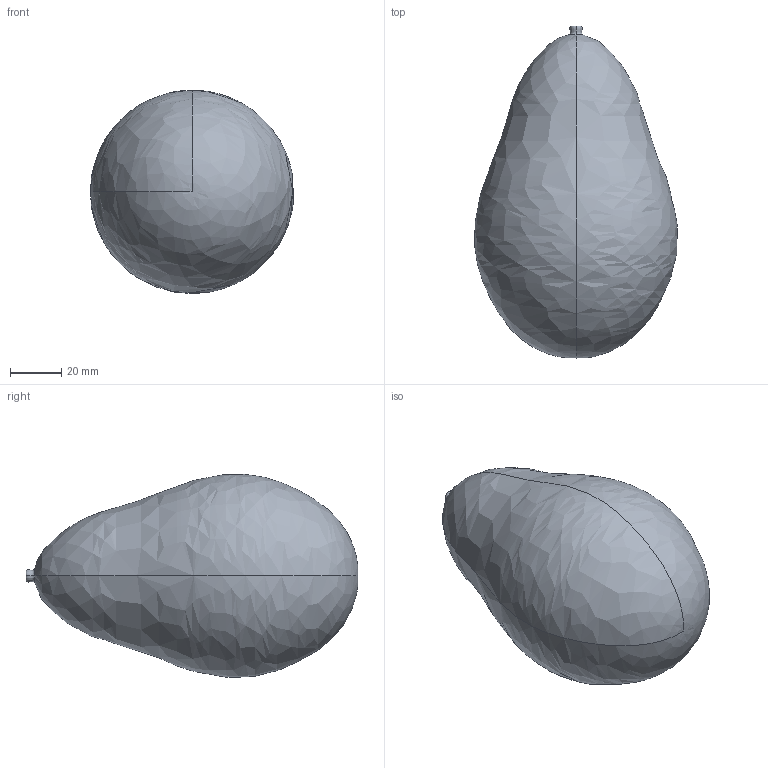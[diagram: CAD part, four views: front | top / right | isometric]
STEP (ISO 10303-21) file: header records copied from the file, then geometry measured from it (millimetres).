
FILE_DESCRIPTION(/* description */ ('Description'),/* implementation_level */ '2;1');
FILE_NAME(/* name */ 'Avocado Medium.STEP',/* time_stamp */ '2022-01-23T19:09:02-05:00',/* author */ ('luis-'),/* organization */ (''),/* preprocessor_version */ 'ST-DEVELOPER v18.1',/* originating_system */ 'Autodesk Inventor 2022',/* authorisation */ '');
FILE_SCHEMA (('AUTOMOTIVE_DESIGN { 1 0 10303 214 3 1 1 }'));
Length unit declared in the file: millimetre
Products named in the file (1): Avocado Medium
Bounding box: 78.94 x 129.27 x 79.1 mm (x, y, z)
Volume: 367875.8 mm3; surface area: 26122.7 mm2
Topology: 1 solids, 1 shells, 6 faces, 14 edges, 6 vertices
Faces by surface type: bspline 6
Entity records: 608 total; most frequent: CARTESIAN_POINT 471, ORIENTED_EDGE 20, EDGE_CURVE 10, DIRECTION 10, FACE_OUTER_BOUND 6, EDGE_LOOP 6, B_SPLINE_CURVE_WITH_KNOTS 6, VERTEX_POINT 6
